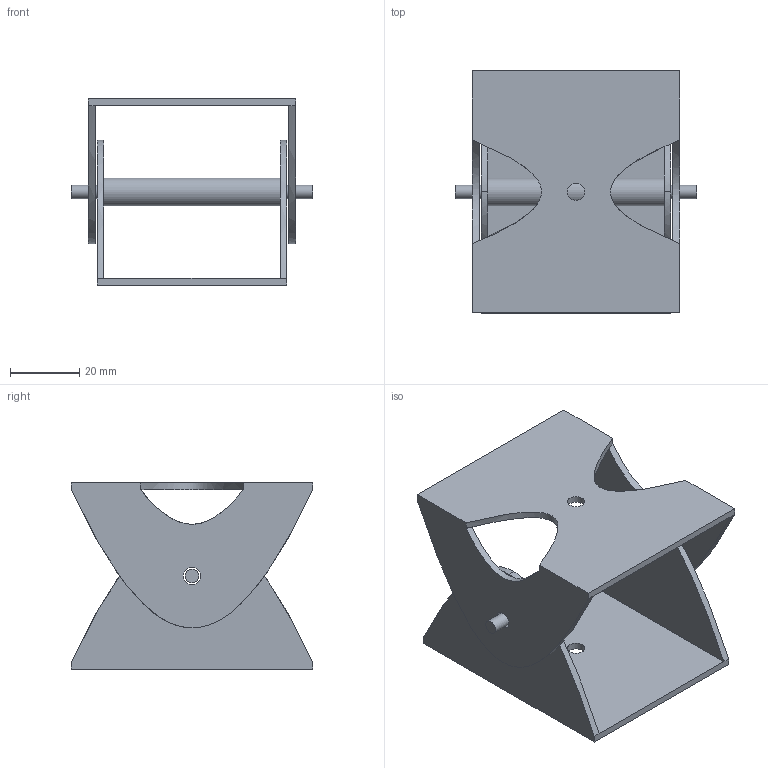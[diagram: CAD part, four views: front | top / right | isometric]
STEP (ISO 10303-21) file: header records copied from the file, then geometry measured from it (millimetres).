
FILE_DESCRIPTION(/* description */ (''),/* implementation_level */ '2;1');
FILE_NAME(/* name */ 'support camera v1.step',/* time_stamp */ '2020-05-11T09:17:14+02:00',/* author */ (''),/* organization */ (''),/* preprocessor_version */ 'ST-DEVELOPER v18.1',/* originating_system */ 'Autodesk Translation Framework v9.2.0.1227',/* authorisation */ '');
FILE_SCHEMA (('AUTOMOTIVE_DESIGN { 1 0 10303 214 3 1 1 }'));
Length unit declared in the file: millimetre
Products named in the file (1): support camera
Bounding box: 70 x 70 x 54 mm (x, y, z)
Volume: 30187.4 mm3; surface area: 33201.7 mm2
Topology: 3 solids, 3 shells, 41 faces, 105 edges, 68 vertices
Faces by surface type: plane 20, bspline 12, cylinder 9
Full cylindrical faces by diameter (mm): 3.908 x1, 5 x6, 6 x1, 8 x1
Entity records: 2218 total; most frequent: CARTESIAN_POINT 1262, ORIENTED_EDGE 210, DIRECTION 153, EDGE_CURVE 105, VERTEX_POINT 68, LINE 57, VECTOR 57, EDGE_LOOP 55
